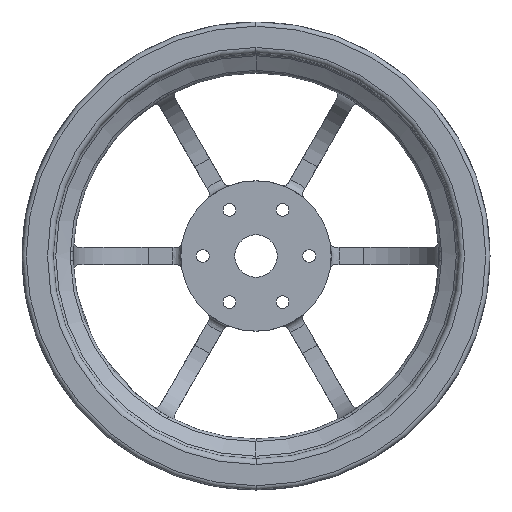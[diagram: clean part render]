
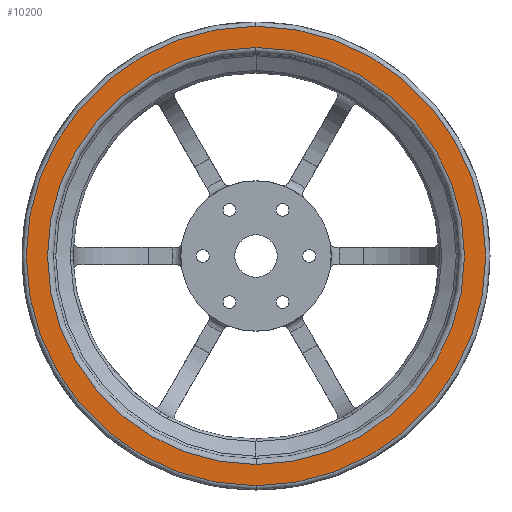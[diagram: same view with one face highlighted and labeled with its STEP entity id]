
A CAD part, left-side view. The second image highlights one B-rep face of the part: STEP entity #10200.
In plain terms, the highlighted planar face has unit normal (-1, 0, 0).
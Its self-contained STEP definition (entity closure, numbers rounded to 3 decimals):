
#345 = VERTEX_POINT ( 'NONE', #4393 ) ;
#732 = CARTESIAN_POINT ( 'NONE',  ( -22.5, 0., 0. ) ) ;
#987 = CIRCLE ( 'NONE', #7151, 73.5 ) ;
#1108 = AXIS2_PLACEMENT_3D ( 'NONE', #6888, #6087, #11566 ) ;
#1586 = FACE_OUTER_BOUND ( 'NONE', #8650, .T. ) ;
#1633 = EDGE_LOOP ( 'NONE', ( #11119, #6509 ) ) ;
#2487 = PLANE ( 'NONE',  #4609 ) ;
#2574 = CARTESIAN_POINT ( 'NONE',  ( -22.5, 0., 0. ) ) ;
#2651 = AXIS2_PLACEMENT_3D ( 'NONE', #11972, #6394, #8223 ) ;
#3332 = CARTESIAN_POINT ( 'NONE',  ( -22.5, 0., 0. ) ) ;
#3335 = EDGE_CURVE ( 'NONE', #345, #5716, #987, .T. ) ;
#3745 = CARTESIAN_POINT ( 'NONE',  ( -22.5, 0., 81. ) ) ;
#3823 = DIRECTION ( 'NONE',  ( 0., 0., -1. ) ) ;
#4288 = DIRECTION ( 'NONE',  ( 1., 0., 0. ) ) ;
#4393 = CARTESIAN_POINT ( 'NONE',  ( -22.5, 0., 73.5 ) ) ;
#4609 = AXIS2_PLACEMENT_3D ( 'NONE', #732, #4288, #7986 ) ;
#4706 = VERTEX_POINT ( 'NONE', #6224 ) ;
#5716 = VERTEX_POINT ( 'NONE', #9466 ) ;
#6087 = DIRECTION ( 'NONE',  ( 1., 0., 0. ) ) ;
#6099 = DIRECTION ( 'NONE',  ( 0., 0., -1. ) ) ;
#6224 = CARTESIAN_POINT ( 'NONE',  ( -22.5, 0., -81. ) ) ;
#6235 = DIRECTION ( 'NONE',  ( 1., 0., 0. ) ) ;
#6394 = DIRECTION ( 'NONE',  ( -1., 0., 0. ) ) ;
#6509 = ORIENTED_EDGE ( 'NONE', *, *, #3335, .T. ) ;
#6749 = ORIENTED_EDGE ( 'NONE', *, *, #8682, .T. ) ;
#6888 = CARTESIAN_POINT ( 'NONE',  ( -22.5, 0., 0. ) ) ;
#7151 = AXIS2_PLACEMENT_3D ( 'NONE', #2574, #6235, #3823 ) ;
#7192 = FACE_BOUND ( 'NONE', #1633, .T. ) ;
#7530 = CIRCLE ( 'NONE', #11976, 81. ) ;
#7662 = CIRCLE ( 'NONE', #1108, 73.5 ) ;
#7986 = DIRECTION ( 'NONE',  ( 0., 0., -1. ) ) ;
#8223 = DIRECTION ( 'NONE',  ( 0., 0., -1. ) ) ;
#8584 = EDGE_CURVE ( 'NONE', #5716, #345, #7662, .T. ) ;
#8650 = EDGE_LOOP ( 'NONE', ( #6749, #10647 ) ) ;
#8682 = EDGE_CURVE ( 'NONE', #4706, #9177, #9216, .T. ) ;
#9177 = VERTEX_POINT ( 'NONE', #3745 ) ;
#9216 = CIRCLE ( 'NONE', #2651, 81. ) ;
#9466 = CARTESIAN_POINT ( 'NONE',  ( -22.5, 0., -73.5 ) ) ;
#9576 = DIRECTION ( 'NONE',  ( -1., 0., 0. ) ) ;
#10200 = ADVANCED_FACE ( 'NONE', ( #7192, #1586 ), #2487, .F. ) ;
#10647 = ORIENTED_EDGE ( 'NONE', *, *, #11035, .T. ) ;
#11035 = EDGE_CURVE ( 'NONE', #9177, #4706, #7530, .T. ) ;
#11119 = ORIENTED_EDGE ( 'NONE', *, *, #8584, .T. ) ;
#11566 = DIRECTION ( 'NONE',  ( 0., 0., -1. ) ) ;
#11972 = CARTESIAN_POINT ( 'NONE',  ( -22.5, 0., 0. ) ) ;
#11976 = AXIS2_PLACEMENT_3D ( 'NONE', #3332, #9576, #6099 ) ;
